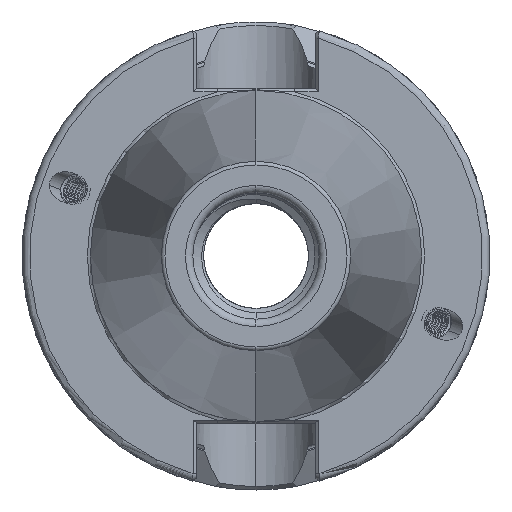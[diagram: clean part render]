
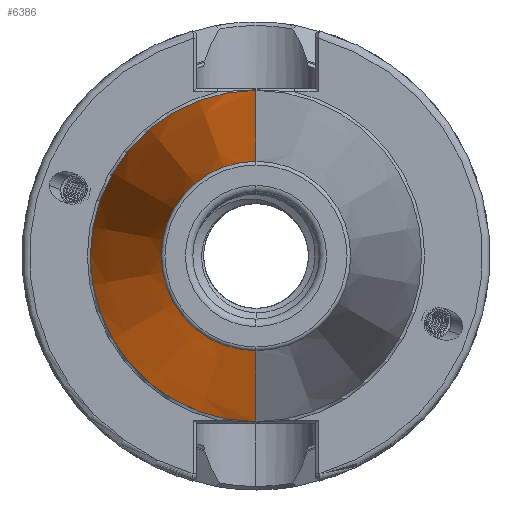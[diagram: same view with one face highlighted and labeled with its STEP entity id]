
A CAD part, left-side view. The second image highlights one B-rep face of the part: STEP entity #6386.
In plain terms, the highlighted conical face has half-angle 8.297 degrees and reference radius 22.298 mm.
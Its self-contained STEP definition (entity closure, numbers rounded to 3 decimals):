
#20 = CONICAL_SURFACE ( 'NONE', #11537, 22.298, 0.145 ) ;
#90 = CIRCLE ( 'NONE', #9123, 22.298 ) ;
#91 = CIRCLE ( 'NONE', #571, 12.75 ) ;
#571 = AXIS2_PLACEMENT_3D ( 'NONE', #2207, #2214, #2215 ) ;
#572 = VECTOR ( 'NONE', #2213, 1000. ) ;
#574 = VECTOR ( 'NONE', #2219, 1000. ) ;
#1054 = EDGE_LOOP ( 'NONE', ( #12885, #12883, #12884, #12882 ) ) ;
#2204 = CARTESIAN_POINT ( 'NONE',  ( -1.5, 0., 0. ) ) ;
#2205 = DIRECTION ( 'NONE',  ( 1., 0., 0. ) ) ;
#2206 = DIRECTION ( 'NONE',  ( 0., 0., -1. ) ) ;
#2207 = CARTESIAN_POINT ( 'NONE',  ( -66.972, 0., 0. ) ) ;
#2211 = LINE ( 'NONE', #2212, #572 ) ;
#2212 = CARTESIAN_POINT ( 'NONE',  ( -1.5, 0., 22.298 ) ) ;
#2213 = DIRECTION ( 'NONE',  ( 0.99, 0., 0.144 ) ) ;
#2214 = DIRECTION ( 'NONE',  ( 1., 0., 0. ) ) ;
#2215 = DIRECTION ( 'NONE',  ( 0., 0., -1. ) ) ;
#2217 = LINE ( 'NONE', #2218, #574 ) ;
#2218 = CARTESIAN_POINT ( 'NONE',  ( -1.5, 0., -22.298 ) ) ;
#2219 = DIRECTION ( 'NONE',  ( 0.99, 0., -0.144 ) ) ;
#3519 = VERTEX_POINT ( 'NONE', #10984 ) ;
#3520 = VERTEX_POINT ( 'NONE', #10985 ) ;
#3529 = VERTEX_POINT ( 'NONE', #10994 ) ;
#3530 = VERTEX_POINT ( 'NONE', #10995 ) ;
#6386 = ADVANCED_FACE ( 'NONE', ( #11534 ), #20, .T. ) ;
#6962 = CARTESIAN_POINT ( 'NONE',  ( -1.5, 0., 0. ) ) ;
#6963 = DIRECTION ( 'NONE',  ( 1., 0., 0. ) ) ;
#6964 = DIRECTION ( 'NONE',  ( 0., 0., -1. ) ) ;
#9123 = AXIS2_PLACEMENT_3D ( 'NONE', #2204, #2205, #2206 ) ;
#10984 = CARTESIAN_POINT ( 'NONE',  ( -1.5, 0., -22.298 ) ) ;
#10985 = CARTESIAN_POINT ( 'NONE',  ( -1.5, 0., 22.298 ) ) ;
#10994 = CARTESIAN_POINT ( 'NONE',  ( -66.972, 0., -12.75 ) ) ;
#10995 = CARTESIAN_POINT ( 'NONE',  ( -66.972, 0., 12.75 ) ) ;
#11534 = FACE_OUTER_BOUND ( 'NONE', #1054, .T. ) ;
#11537 = AXIS2_PLACEMENT_3D ( 'NONE', #6962, #6963, #6964 ) ;
#11597 = EDGE_CURVE ( 'NONE', #3519, #3520, #90, .T. ) ;
#11599 = EDGE_CURVE ( 'NONE', #3530, #3520, #2211, .T. ) ;
#11600 = EDGE_CURVE ( 'NONE', #3529, #3530, #91, .T. ) ;
#11601 = EDGE_CURVE ( 'NONE', #3529, #3519, #2217, .T. ) ;
#12882 = ORIENTED_EDGE ( 'NONE', *, *, #11601, .F. ) ;
#12883 = ORIENTED_EDGE ( 'NONE', *, *, #11599, .T. ) ;
#12884 = ORIENTED_EDGE ( 'NONE', *, *, #11597, .F. ) ;
#12885 = ORIENTED_EDGE ( 'NONE', *, *, #11600, .T. ) ;
